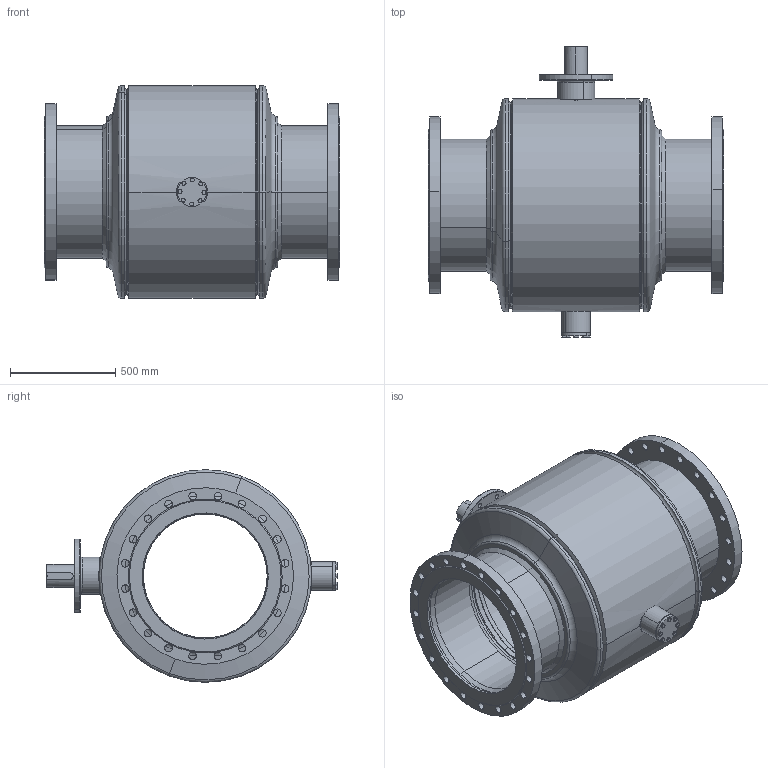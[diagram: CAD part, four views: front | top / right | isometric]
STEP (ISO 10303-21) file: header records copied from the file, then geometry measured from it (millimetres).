
FILE_DESCRIPTION (( 'STEP AP214' ), '1' );
FILE_NAME ('通径DN600法兰球阀-蜗轮盘PN16.STEP', '2026-02-04T03:01:59', ( '' ), ( '' ), 'SwSTEP 2.0', 'SolidWorks 2022', '' );
FILE_SCHEMA (( 'AUTOMOTIVE_DESIGN' ));
Length unit declared in the file: millimetre
Products named in the file (9): 700Q367F16C-01; 600楊擘1.6; 600籵噤晚概极; DN700-苤粣杶; DN700-揤裔; 700-概裝; 通径DN600法兰球阀-蜗轮盘PN16; hex head bolts-full thread grade c gb8_GB_FASTENER_BOLT_HHBFTC M12X25-N; Q61F-700-7粣杶珨
Assembly tree (17 placements, depth 2):
  通径DN600法兰球阀-蜗轮盘PN16
    700Q367F16C-01
    DN700-苤粣杶
    hex head bolts-full thread grade c gb8_GB_FASTENER_BOLT_HHBFTC M12X25-N  x8
    DN700-揤裔
    600籵噤晚概极  x2
    600楊擘1.6  x2
    700-概裝
    Q61F-700-7粣杶珨
Bounding box: 1404 x 1383 x 1012 mm (x, y, z)
Volume: 153324985.5 mm3; surface area: 11331481 mm2
Topology: 17 solids, 17 shells, 758 faces, 1702 edges, 1073 vertices
Faces by surface type: cylinder 380, plane 207, cone 153, torus 18
Entity records: 13397 total; most frequent: CARTESIAN_POINT 2718, DIRECTION 2281, ORIENTED_EDGE 1868, AXIS2_PLACEMENT_3D 962, EDGE_CURVE 934, VERTEX_POINT 599, EDGE_LOOP 553, CIRCLE 533
